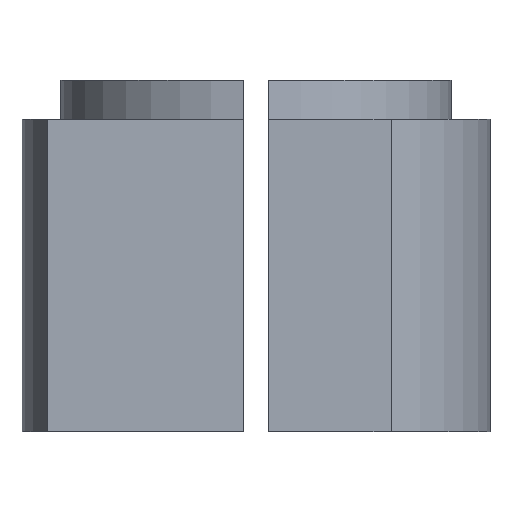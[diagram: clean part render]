
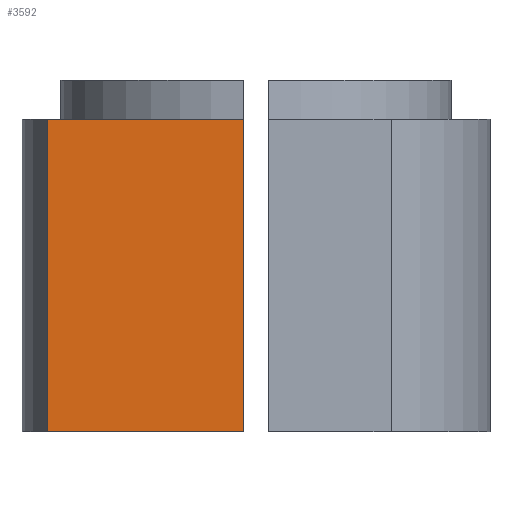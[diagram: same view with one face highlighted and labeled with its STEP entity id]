
A CAD part, left-side view. The second image highlights one B-rep face of the part: STEP entity #3592.
In plain terms, the highlighted planar face has unit normal (-1, 0, 0).
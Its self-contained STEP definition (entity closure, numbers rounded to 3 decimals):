
#3553=CARTESIAN_POINT('',(-20.374,10.488,12.7));
#3554=DIRECTION('',(-1.0,0.0,0.0));
#3555=DIRECTION('',(0.0,1.0,0.0));
#3556=AXIS2_PLACEMENT_3D('',#3553,#3554,#3555);
#3557=PLANE('',#3556);
#3558=CARTESIAN_POINT('',(-20.374,10.488,12.7));
#3559=VERTEX_POINT('',#3558);
#3560=CARTESIAN_POINT('',(-20.374,18.488,12.7));
#3561=VERTEX_POINT('',#3560);
#3562=CARTESIAN_POINT('',(-20.374,10.488,12.7));
#3563=DIRECTION('',(0.0,1.0,0.0));
#3564=VECTOR('',#3563,8.);
#3565=LINE('',#3562,#3564);
#3566=EDGE_CURVE('',#3559,#3561,#3565,.T.);
#3567=ORIENTED_EDGE('',*,*,#3566,.T.);
#3568=CARTESIAN_POINT('',(-20.374,18.488,0.));
#3569=VERTEX_POINT('',#3568);
#3570=CARTESIAN_POINT('',(-20.374,18.488,0.));
#3571=DIRECTION('',(0.0,0.0,1.0));
#3572=VECTOR('',#3571,12.7);
#3573=LINE('',#3570,#3572);
#3574=EDGE_CURVE('',#3569,#3561,#3573,.T.);
#3575=ORIENTED_EDGE('',*,*,#3574,.F.);
#3576=CARTESIAN_POINT('',(-20.374,10.488,0.));
#3577=VERTEX_POINT('',#3576);
#3578=CARTESIAN_POINT('',(-20.374,10.488,0.));
#3579=DIRECTION('',(0.0,1.0,0.0));
#3580=VECTOR('',#3579,8.);
#3581=LINE('',#3578,#3580);
#3582=EDGE_CURVE('',#3577,#3569,#3581,.T.);
#3583=ORIENTED_EDGE('',*,*,#3582,.F.);
#3584=CARTESIAN_POINT('',(-20.374,10.488,12.7));
#3585=DIRECTION('',(0.0,0.0,-1.0));
#3586=VECTOR('',#3585,12.7);
#3587=LINE('',#3584,#3586);
#3588=EDGE_CURVE('',#3559,#3577,#3587,.T.);
#3589=ORIENTED_EDGE('',*,*,#3588,.F.);
#3590=EDGE_LOOP('',(#3567,#3575,#3583,#3589));
#3591=FACE_OUTER_BOUND('',#3590,.T.);
#3592=ADVANCED_FACE('',(#3591),#3557,.T.);
